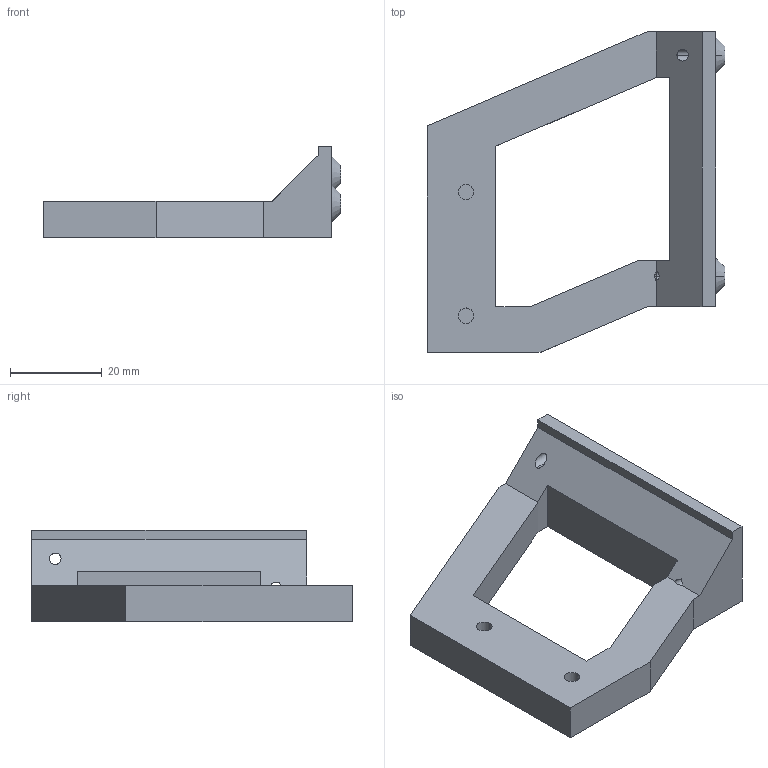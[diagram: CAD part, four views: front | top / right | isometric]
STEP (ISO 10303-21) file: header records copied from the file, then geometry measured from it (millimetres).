
FILE_DESCRIPTION (( 'STEP AP203' ), '1' );
FILE_NAME ('RAMPS Mount-front.STEP', '2018-03-09T05:24:31', ( '' ), ( '' ), 'SwSTEP 2.0', 'SolidWorks 2017', '' );
FILE_SCHEMA (( 'CONFIG_CONTROL_DESIGN' ));
Length unit declared in the file: millimetre
Products named in the file (1): RAMPS Mount-front
Bounding box: 65 x 70 x 20 mm (x, y, z)
Volume: 22304.2 mm3; surface area: 9341.3 mm2
Topology: 1 solids, 1 shells, 43 faces, 111 edges, 72 vertices
Faces by surface type: plane 25, cylinder 12, cone 6
Entity records: 1392 total; most frequent: CARTESIAN_POINT 247, DIRECTION 221, ORIENTED_EDGE 218, EDGE_CURVE 109, AXIS2_PLACEMENT_3D 74, LINE 73, VECTOR 73, VERTEX_POINT 72
